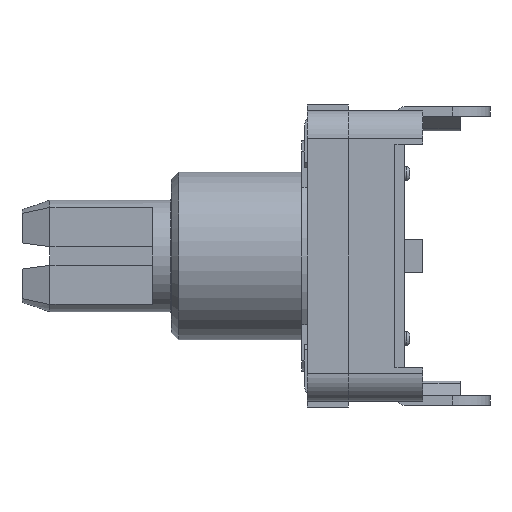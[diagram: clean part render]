
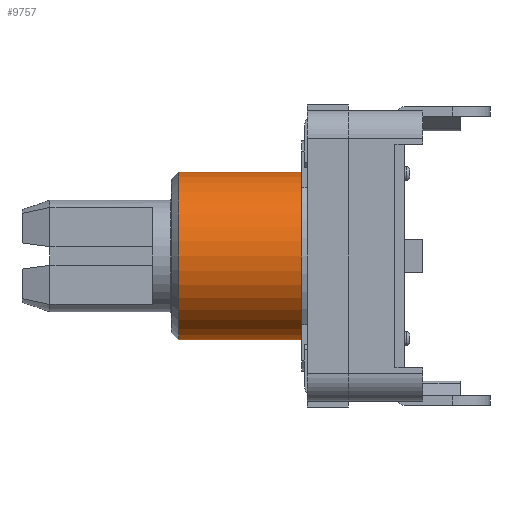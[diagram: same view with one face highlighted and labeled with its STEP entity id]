
A CAD part, left-side view. The second image highlights one B-rep face of the part: STEP entity #9757.
In plain terms, the highlighted cylindrical face has radius 4.5 mm (diameter 9 mm), a full revolution.
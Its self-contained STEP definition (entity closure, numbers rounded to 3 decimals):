
#145=CIRCLE('',#10509,4.5);
#146=CIRCLE('',#10511,4.5);
#329=CYLINDRICAL_SURFACE('',#10510,4.5);
#503=FACE_OUTER_BOUND('',#1046,.T.);
#1046=EDGE_LOOP('',(#6724,#6725,#6726,#6727));
#1733=LINE('',#14337,#2959);
#2959=VECTOR('',#11524,4.5);
#4156=VERTEX_POINT('',#14332);
#4157=VERTEX_POINT('',#14336);
#5156=EDGE_CURVE('',#4156,#4156,#145,.T.);
#5157=EDGE_CURVE('',#4156,#4157,#1733,.T.);
#5158=EDGE_CURVE('',#4157,#4157,#146,.T.);
#6724=ORIENTED_EDGE('',*,*,#5156,.F.);
#6725=ORIENTED_EDGE('',*,*,#5157,.T.);
#6726=ORIENTED_EDGE('',*,*,#5158,.F.);
#6727=ORIENTED_EDGE('',*,*,#5157,.F.);
#9757=ADVANCED_FACE('',(#503),#329,.T.);
#10509=AXIS2_PLACEMENT_3D('',#14334,#11520,#11521);
#10510=AXIS2_PLACEMENT_3D('',#14335,#11522,#11523);
#10511=AXIS2_PLACEMENT_3D('',#14338,#11525,#11526);
#11520=DIRECTION('center_axis',(0.,1.,0.));
#11521=DIRECTION('ref_axis',(-1.,0.,0.));
#11522=DIRECTION('center_axis',(0.,1.,0.));
#11523=DIRECTION('ref_axis',(-1.,0.,0.));
#11524=DIRECTION('',(0.,-1.,0.));
#11525=DIRECTION('center_axis',(0.,-1.,0.));
#11526=DIRECTION('ref_axis',(-1.,0.,0.));
#14332=CARTESIAN_POINT('',(4.,9.1,0.));
#14334=CARTESIAN_POINT('Origin',(-0.5,9.1,0.));
#14335=CARTESIAN_POINT('Origin',(-0.5,2.5,0.));
#14336=CARTESIAN_POINT('',(4.,2.5,0.));
#14337=CARTESIAN_POINT('',(4.,2.5,0.));
#14338=CARTESIAN_POINT('Origin',(-0.5,2.5,0.));
